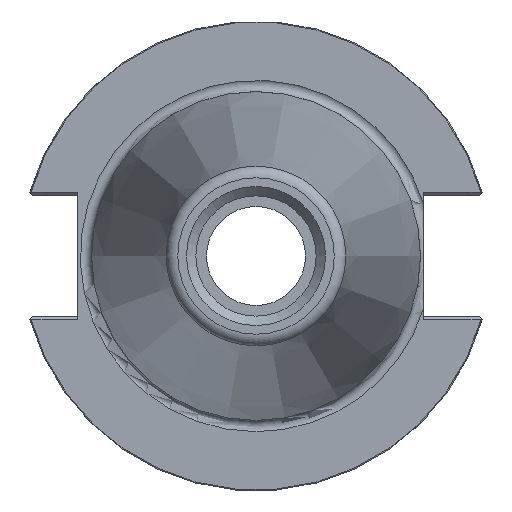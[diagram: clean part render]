
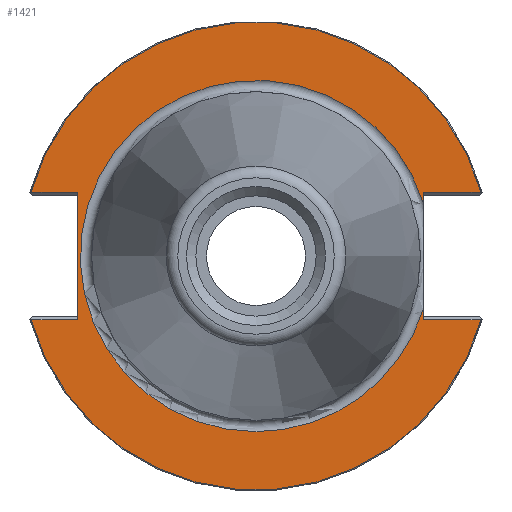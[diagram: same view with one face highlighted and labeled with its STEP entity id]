
A CAD part, left-side view. The second image highlights one B-rep face of the part: STEP entity #1421.
In plain terms, the highlighted planar face has unit normal (-1, 0, 0).
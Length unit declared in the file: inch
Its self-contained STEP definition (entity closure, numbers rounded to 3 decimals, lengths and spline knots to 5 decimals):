
#118=PLANE('',#1543);
#171=FACE_OUTER_BOUND('',#253,.T.);
#253=EDGE_LOOP('',(#994,#995,#996,#997,#998,#999,#1000,#1001,#1002,#1003,
#1004));
#337=LINE('',#2065,#444);
#338=LINE('',#2087,#445);
#345=LINE('',#2139,#452);
#347=LINE('',#2143,#454);
#348=LINE('',#2145,#455);
#349=LINE('',#2147,#456);
#350=LINE('',#2150,#457);
#444=VECTOR('',#1707,0.0526);
#445=VECTOR('',#1708,0.0526);
#452=VECTOR('',#1727,0.30821);
#454=VECTOR('',#1731,0.24821);
#455=VECTOR('',#1732,0.67625);
#456=VECTOR('',#1733,0.24821);
#457=VECTOR('',#1736,0.30821);
#549=CIRCLE('',#1538,1.245);
#551=CIRCLE('',#1544,1.245);
#552=CIRCLE('',#1545,0.93468);
#553=CIRCLE('',#1546,0.93468);
#604=VERTEX_POINT('',#2062);
#605=VERTEX_POINT('',#2064);
#606=VERTEX_POINT('',#2066);
#607=VERTEX_POINT('',#2086);
#611=VERTEX_POINT('',#2095);
#612=VERTEX_POINT('',#2104);
#619=VERTEX_POINT('',#2142);
#620=VERTEX_POINT('',#2144);
#621=VERTEX_POINT('',#2146);
#622=VERTEX_POINT('',#2148);
#623=VERTEX_POINT('',#2151);
#746=EDGE_CURVE('',#605,#604,#337,.T.);
#748=EDGE_CURVE('',#607,#606,#338,.T.);
#753=EDGE_CURVE('',#611,#612,#549,.T.);
#762=EDGE_CURVE('',#604,#612,#345,.T.);
#764=EDGE_CURVE('',#619,#611,#347,.T.);
#765=EDGE_CURVE('',#620,#619,#348,.T.);
#766=EDGE_CURVE('',#621,#620,#349,.T.);
#767=EDGE_CURVE('',#622,#621,#551,.T.);
#768=EDGE_CURVE('',#622,#607,#350,.T.);
#769=EDGE_CURVE('',#606,#623,#552,.T.);
#770=EDGE_CURVE('',#623,#605,#553,.T.);
#994=ORIENTED_EDGE('',*,*,#753,.F.);
#995=ORIENTED_EDGE('',*,*,#764,.F.);
#996=ORIENTED_EDGE('',*,*,#765,.F.);
#997=ORIENTED_EDGE('',*,*,#766,.F.);
#998=ORIENTED_EDGE('',*,*,#767,.F.);
#999=ORIENTED_EDGE('',*,*,#768,.T.);
#1000=ORIENTED_EDGE('',*,*,#748,.T.);
#1001=ORIENTED_EDGE('',*,*,#769,.T.);
#1002=ORIENTED_EDGE('',*,*,#770,.T.);
#1003=ORIENTED_EDGE('',*,*,#746,.T.);
#1004=ORIENTED_EDGE('',*,*,#762,.T.);
#1421=ADVANCED_FACE('',(#171),#118,.T.);
#1538=AXIS2_PLACEMENT_3D('',#2105,#1714,#1715);
#1543=AXIS2_PLACEMENT_3D('',#2141,#1729,#1730);
#1544=AXIS2_PLACEMENT_3D('',#2149,#1734,#1735);
#1545=AXIS2_PLACEMENT_3D('',#2152,#1737,#1738);
#1546=AXIS2_PLACEMENT_3D('',#2153,#1739,#1740);
#1707=DIRECTION('',(0.,0.,1.));
#1708=DIRECTION('',(0.,0.,1.));
#1714=DIRECTION('center_axis',(1.,0.,0.));
#1715=DIRECTION('ref_axis',(0.,0.,
1.));
#1727=DIRECTION('',(0.,-1.,0.));
#1729=DIRECTION('center_axis',(-1.,0.,0.));
#1730=DIRECTION('ref_axis',(0.,0.,1.));
#1731=DIRECTION('',(0.,1.,0.));
#1732=DIRECTION('',(0.,0.,1.));
#1733=DIRECTION('',(0.,-1.,0.));
#1734=DIRECTION('center_axis',(1.,0.,0.));
#1735=DIRECTION('ref_axis',(0.,0.,
-1.));
#1736=DIRECTION('',(0.,1.,0.));
#1737=DIRECTION('center_axis',(1.,0.,0.));
#1738=DIRECTION('ref_axis',(0.,0.,1.));
#1739=DIRECTION('center_axis',(1.,0.,0.));
#1740=DIRECTION('ref_axis',(0.,0.,1.));
#2062=CARTESIAN_POINT('',(-1.17746,-0.89001,0.33812));
#2064=CARTESIAN_POINT('',(-1.17746,-0.89001,0.28553));
#2065=CARTESIAN_POINT('',(-1.17746,-0.89001,0.));
#2066=CARTESIAN_POINT('',(-1.17746,-0.89001,-0.28553));
#2086=CARTESIAN_POINT('',(-1.17746,-0.89001,-0.33813));
#2087=CARTESIAN_POINT('',(-1.17746,-0.89001,0.));
#2095=CARTESIAN_POINT('',(-1.17746,1.19819,0.33812));
#2104=CARTESIAN_POINT('',(-1.17746,-1.19822,0.33812));
#2105=CARTESIAN_POINT('Origin',(-1.17746,-0.00001,
0.));
#2139=CARTESIAN_POINT('',(-1.17746,-0.90251,0.33812));
#2141=CARTESIAN_POINT('Origin',(-1.17746,-0.87501,0.));
#2142=CARTESIAN_POINT('',(-1.17746,0.94999,0.33812));
#2143=CARTESIAN_POINT('',(-1.17746,0.02749,0.33812));
#2144=CARTESIAN_POINT('',(-1.17746,0.94999,-0.33813));
#2145=CARTESIAN_POINT('',(-1.17746,0.94999,-0.33813));
#2146=CARTESIAN_POINT('',(-1.17746,1.19819,-0.33813));
#2147=CARTESIAN_POINT('',(-1.17746,0.27749,-0.33813));
#2148=CARTESIAN_POINT('',(-1.17746,-1.19822,-0.33813));
#2149=CARTESIAN_POINT('Origin',(-1.17746,-0.00001,
0.));
#2150=CARTESIAN_POINT('',(-1.17746,-0.90251,-0.33813));
#2151=CARTESIAN_POINT('',(-1.17746,-0.00001,-0.93468));
#2152=CARTESIAN_POINT('Origin',(-1.17746,-0.00001,
0.));
#2153=CARTESIAN_POINT('Origin',(-1.17746,-0.00001,
0.));
